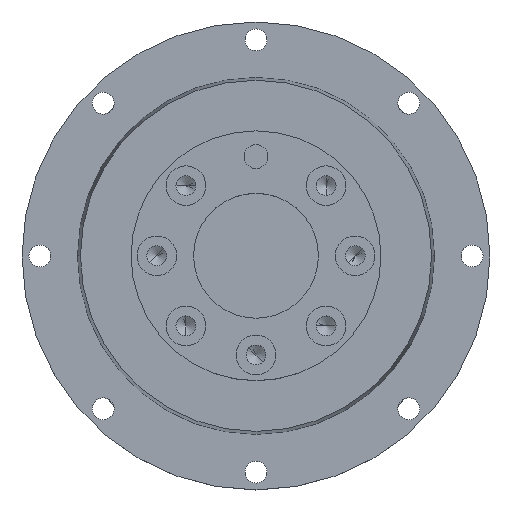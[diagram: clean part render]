
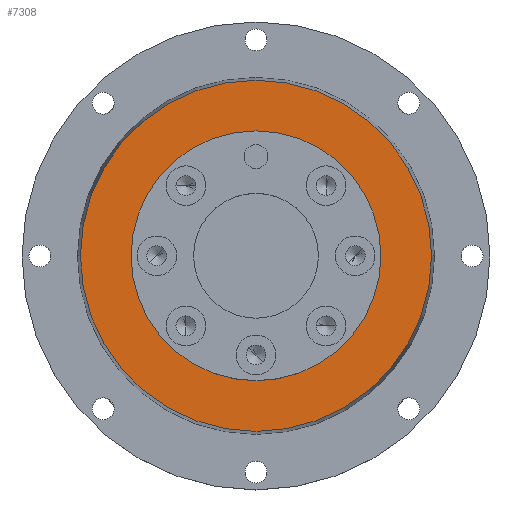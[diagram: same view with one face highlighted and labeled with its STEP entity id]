
A CAD part, top view. The second image highlights one B-rep face of the part: STEP entity #7308.
In plain terms, the highlighted planar face has unit normal (0, 0, 1).
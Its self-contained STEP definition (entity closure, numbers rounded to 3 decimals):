
#205 = EDGE_CURVE ( 'NONE', #1903, #661, #8715, .T. ) ;
#253 = ORIENTED_EDGE ( 'NONE', *, *, #7258, .T. ) ;
#314 = CARTESIAN_POINT ( 'NONE',  ( -44.266, 0., 48. ) ) ;
#336 = CARTESIAN_POINT ( 'NONE',  ( 0., 44.266, 48. ) ) ;
#523 = AXIS2_PLACEMENT_3D ( 'NONE', #3667, #8817, #4418 ) ;
#661 = VERTEX_POINT ( 'NONE', #6878 ) ;
#1114 = ORIENTED_EDGE ( 'NONE', *, *, #205, .F. ) ;
#1170 = EDGE_LOOP ( 'NONE', ( #6703, #1114 ) ) ;
#1434 = AXIS2_PLACEMENT_3D ( 'NONE', #7809, #7826, #7834 ) ;
#1766 = CARTESIAN_POINT ( 'NONE',  ( 0., 0., 48. ) ) ;
#1785 = PLANE ( 'NONE',  #6389 ) ;
#1903 = VERTEX_POINT ( 'NONE', #5471 ) ;
#2136 = VERTEX_POINT ( 'NONE', #314 ) ;
#2471 = DIRECTION ( 'NONE',  ( 1., 0., 0. ) ) ;
#2488 = DIRECTION ( 'NONE',  ( 0., 0., -1. ) ) ;
#2601 = CARTESIAN_POINT ( 'NONE',  ( 44.266, 0., 48. ) ) ;
#2854 = ORIENTED_EDGE ( 'NONE', *, *, #9159, .T. ) ;
#2924 = FACE_OUTER_BOUND ( 'NONE', #6368, .T. ) ;
#3127 = AXIS2_PLACEMENT_3D ( 'NONE', #1766, #6976, #2471 ) ;
#3398 = AXIS2_PLACEMENT_3D ( 'NONE', #8380, #3955, #9093 ) ;
#3667 = CARTESIAN_POINT ( 'NONE',  ( 0., 0., 48. ) ) ;
#3955 = DIRECTION ( 'NONE',  ( 0., 0., 1. ) ) ;
#4418 = DIRECTION ( 'NONE',  ( 1., 0., 0. ) ) ;
#5471 = CARTESIAN_POINT ( 'NONE',  ( -31.5, 0., 48. ) ) ;
#5748 = CIRCLE ( 'NONE', #523, 31.5 ) ;
#6368 = EDGE_LOOP ( 'NONE', ( #253, #2854 ) ) ;
#6389 = AXIS2_PLACEMENT_3D ( 'NONE', #336, #2488, #7747 ) ;
#6454 = CIRCLE ( 'NONE', #3127, 44.266 ) ;
#6608 = EDGE_CURVE ( 'NONE', #661, #1903, #5748, .T. ) ;
#6682 = FACE_BOUND ( 'NONE', #1170, .T. ) ;
#6703 = ORIENTED_EDGE ( 'NONE', *, *, #6608, .F. ) ;
#6878 = CARTESIAN_POINT ( 'NONE',  ( 31.5, 0., 48. ) ) ;
#6976 = DIRECTION ( 'NONE',  ( 0., 0., 1. ) ) ;
#7258 = EDGE_CURVE ( 'NONE', #2136, #9315, #7422, .T. ) ;
#7308 = ADVANCED_FACE ( 'NONE', ( #6682, #2924 ), #1785, .F. ) ;
#7422 = CIRCLE ( 'NONE', #3398, 44.266 ) ;
#7747 = DIRECTION ( 'NONE',  ( -1., 0., 0. ) ) ;
#7809 = CARTESIAN_POINT ( 'NONE',  ( 0., 0., 48. ) ) ;
#7826 = DIRECTION ( 'NONE',  ( 0., 0., 1. ) ) ;
#7834 = DIRECTION ( 'NONE',  ( 1., 0., 0. ) ) ;
#8380 = CARTESIAN_POINT ( 'NONE',  ( 0., 0., 48. ) ) ;
#8715 = CIRCLE ( 'NONE', #1434, 31.5 ) ;
#8817 = DIRECTION ( 'NONE',  ( 0., 0., 1. ) ) ;
#9093 = DIRECTION ( 'NONE',  ( 1., 0., 0. ) ) ;
#9159 = EDGE_CURVE ( 'NONE', #9315, #2136, #6454, .T. ) ;
#9315 = VERTEX_POINT ( 'NONE', #2601 ) ;
